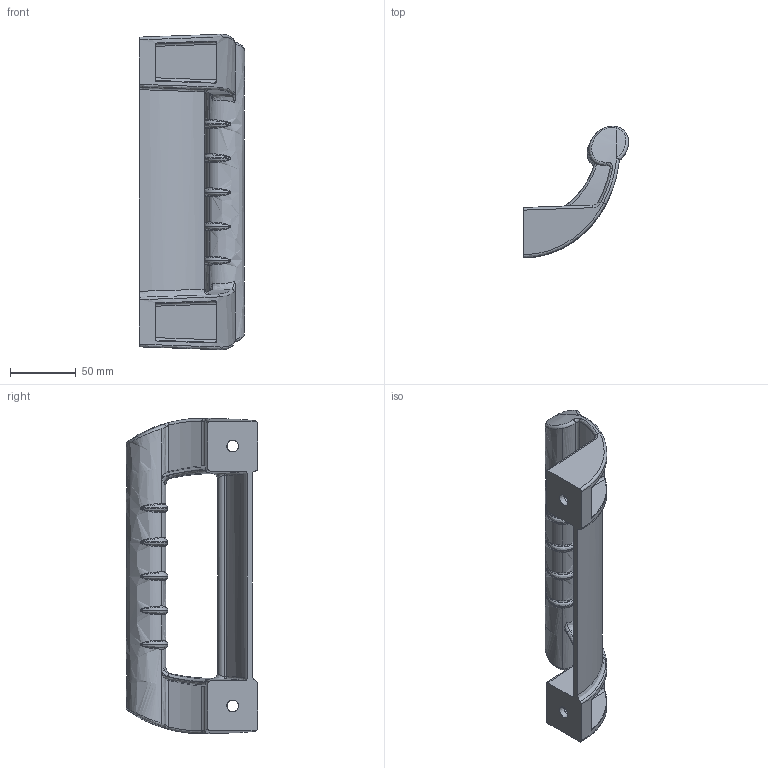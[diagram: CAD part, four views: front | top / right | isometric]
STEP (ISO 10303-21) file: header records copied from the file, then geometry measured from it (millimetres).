
FILE_DESCRIPTION(/* description */ ('Maschinengriff 240'),/* implementation_level */ '2;1');
FILE_NAME(/* name */ '402651001 Maschinengriff 240.stp',/* time_stamp */ '2019-10-15T15:07:26+02:00',/* author */ ('wheldmann'),/* organization */ (''),/* preprocessor_version */ 'ST-DEVELOPER v17.2',/* originating_system */ 'Autodesk Inventor 2019',/* authorisation */ '');
FILE_SCHEMA (('AUTOMOTIVE_DESIGN { 1 0 10303 214 3 1 1 }'));
Length unit declared in the file: millimetre
Products named in the file (1): 402651001
Bounding box: 80.07 x 100.07 x 240.26 mm (x, y, z)
Volume: 294030.1 mm3; surface area: 73308.1 mm2
Topology: 1 solids, 1 shells, 216 faces, 547 edges, 331 vertices
Faces by surface type: bspline 124, plane 44, cylinder 42, cone 2, torus 2, sphere 2
Entity records: 20228 total; most frequent: CARTESIAN_POINT 15851, ORIENTED_EDGE 1086, DIRECTION 650, EDGE_CURVE 543, VERTEX_POINT 331, AXIS2_PLACEMENT_3D 235, EDGE_LOOP 224, B_SPLINE_CURVE_WITH_KNOTS 221
